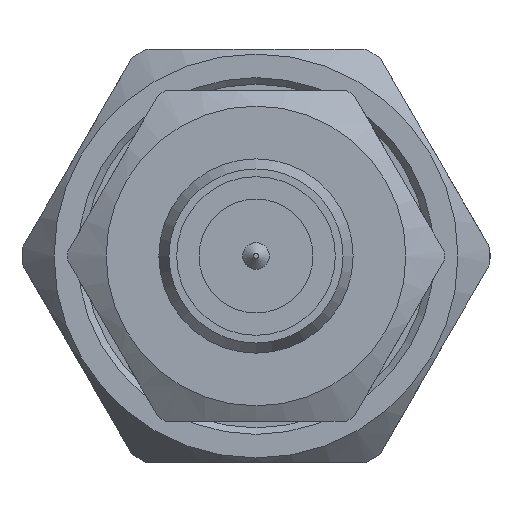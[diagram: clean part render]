
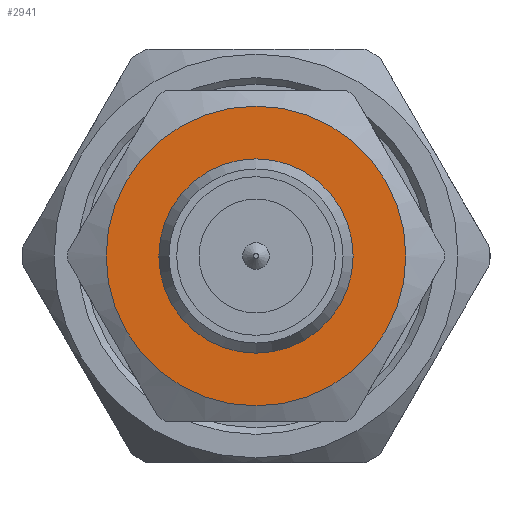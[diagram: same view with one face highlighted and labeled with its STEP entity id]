
A CAD part, left-side view. The second image highlights one B-rep face of the part: STEP entity #2941.
In plain terms, the highlighted planar face has unit normal (-1, 0, 0).
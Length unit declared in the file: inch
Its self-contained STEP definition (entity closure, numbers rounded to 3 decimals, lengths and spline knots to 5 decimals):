
#132 = PLANE ( 'NONE',  #2252 ) ;
#149 = FACE_OUTER_BOUND ( 'NONE', #2799, .T. ) ;
#234 = VERTEX_POINT ( 'NONE', #1315 ) ;
#420 = EDGE_LOOP ( 'NONE', ( #1415 ) ) ;
#747 = VERTEX_POINT ( 'NONE', #3220 ) ;
#1262 = DIRECTION ( 'NONE',  ( 1., 0., 0. ) ) ;
#1302 = DIRECTION ( 'NONE',  ( 0., 0., 1. ) ) ;
#1315 = CARTESIAN_POINT ( 'NONE',  ( 0.27008, 0., 0.07352 ) ) ;
#1415 = ORIENTED_EDGE ( 'NONE', *, *, #2319, .T. ) ;
#1515 = AXIS2_PLACEMENT_3D ( 'NONE', #2088, #1262, #1302 ) ;
#1781 = CARTESIAN_POINT ( 'NONE',  ( 0.27008, 0., 0. ) ) ;
#1799 = AXIS2_PLACEMENT_3D ( 'NONE', #1781, #2262, #3387 ) ;
#1802 = ORIENTED_EDGE ( 'NONE', *, *, #3027, .F. ) ;
#2088 = CARTESIAN_POINT ( 'NONE',  ( 0.27008, 0., 0. ) ) ;
#2252 = AXIS2_PLACEMENT_3D ( 'NONE', #2604, #2301, #2549 ) ;
#2262 = DIRECTION ( 'NONE',  ( 1., 0., 0. ) ) ;
#2301 = DIRECTION ( 'NONE',  ( -1., 0., 0. ) ) ;
#2319 = EDGE_CURVE ( 'NONE', #234, #234, #3348, .T. ) ;
#2320 = FACE_BOUND ( 'NONE', #420, .T. ) ;
#2549 = DIRECTION ( 'NONE',  ( 0., 0., 1. ) ) ;
#2604 = CARTESIAN_POINT ( 'NONE',  ( 0.27008, 0.11337, 0. ) ) ;
#2799 = EDGE_LOOP ( 'NONE', ( #1802 ) ) ;
#2831 = CIRCLE ( 'NONE', #1799, 0.11337 ) ;
#2941 = ADVANCED_FACE ( 'NONE', ( #2320, #149 ), #132, .T. ) ;
#3027 = EDGE_CURVE ( 'NONE', #747, #747, #2831, .T. ) ;
#3220 = CARTESIAN_POINT ( 'NONE',  ( 0.27008, 0., -0.11337 ) ) ;
#3348 = CIRCLE ( 'NONE', #1515, 0.07352 ) ;
#3387 = DIRECTION ( 'NONE',  ( 0., 0., -1. ) ) ;
